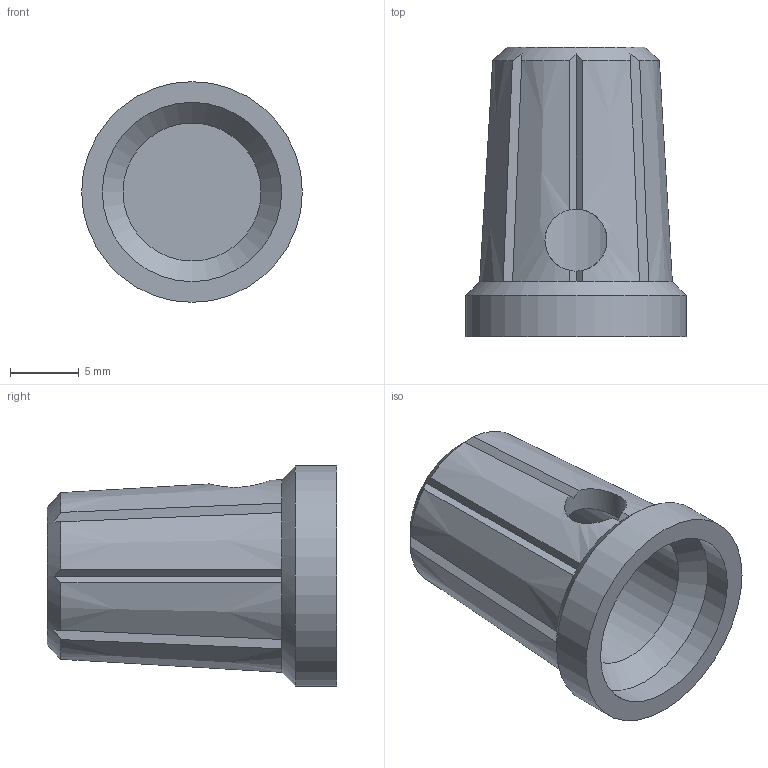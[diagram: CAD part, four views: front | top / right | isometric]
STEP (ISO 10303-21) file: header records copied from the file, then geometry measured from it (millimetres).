
FILE_DESCRIPTION(('HOOPS Exchange Step'),'2;1');
FILE_NAME('export-A4EC7FC4-6047-4A32-AB6E-DFEBB868A6E4.stp','2022-01-18T21:13:58+01:00',('31616'),('Alibre'),'HOOPS Exchange 2020.1','Alibre','Unknown authorisation');
FILE_SCHEMA( ('AP242_MANAGED_MODEL_BASED_3D_ENGINEERING_MIM_LF {1 0 10303 442 1 1 4 }') );
Length unit declared in the file: centimetre
Products named in the file (1): Knob_With_Insert_2022
Bounding box: 16 x 21 x 16 mm (x, y, z)
Volume: 1399.8 mm3; surface area: 1813.6 mm2
Topology: 1 solids, 1 shells, 46 faces, 118 edges, 75 vertices
Faces by surface type: plane 30, cone 11, cylinder 5
Full cylindrical faces by diameter (mm): 2.4 x1, 4.5 x1, 10 x1, 13 x1, 16 x1
Entity records: 1735 total; most frequent: CARTESIAN_POINT 654, ORIENTED_EDGE 236, DIRECTION 221, EDGE_CURVE 118, AXIS2_PLACEMENT_3D 94, VERTEX_POINT 75, EDGE_LOOP 49, FACE_BOUND 49
